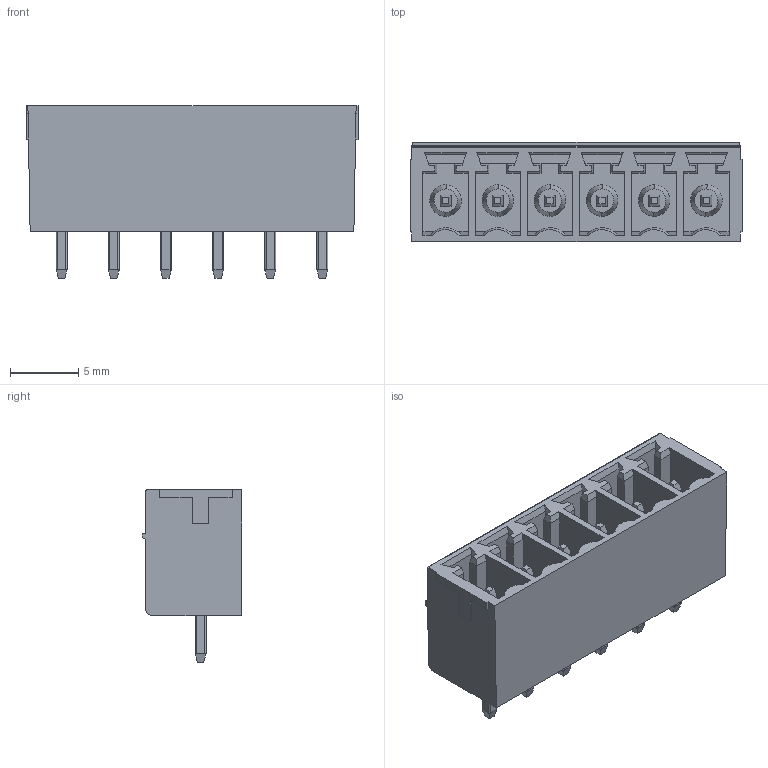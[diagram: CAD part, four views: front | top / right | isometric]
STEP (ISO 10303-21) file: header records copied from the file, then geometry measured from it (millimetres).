
FILE_DESCRIPTION(('STEP AP214'),'1');
FILE_NAME('cctmp_20CDD0BD-327B-4A58-94EB-8A52427E4320_2023_02_03_14_42_55_0847_10780..stp','2023-02-03T14:42:56',('PHOENIX CONTACT Deutschland GmbH'),('CADClick - www.CADClick.com'),'Spatial InterOp 3D',' ','unknown authorization');
FILE_SCHEMA(('AUTOMOTIVE_DESIGN'));
Length unit declared in the file: millimetre
Products named in the file (8): 2023_02_03_14_42_55_0488; 2023_02_03_14_42_55_0847; 2023_02_03_14_42_55_0832; 2023_02_03_14_42_55_0816; 2023_02_03_14_42_55_0801; 2023_02_03_14_42_55_0785; 2023_02_03_14_42_55_0769; 2023_02_03_14_42_55_0722
Assembly tree (7 placements, depth 2):
  2023_02_03_14_42_55_0488
    2023_02_03_14_42_55_0847
    2023_02_03_14_42_55_0832
    2023_02_03_14_42_55_0816
    2023_02_03_14_42_55_0801
    2023_02_03_14_42_55_0785
    2023_02_03_14_42_55_0769
    2023_02_03_14_42_55_0722
Bounding box: 24.25 x 7.25 x 12.6 mm (x, y, z)
Volume: 866 mm3; surface area: 2138.3 mm2
Topology: 7 solids, 7 shells, 795 faces, 2225 edges, 1473 vertices
Faces by surface type: plane 690, cylinder 52, cone 24, bspline 17, sphere 12
Entity records: 51953 total; most frequent: CARTESIAN_POINT 7342, ORIENTED_EDGE 4426, STYLED_ITEM 4370, PRESENTATION_STYLE_ASSIGNMENT 4370, COLOUR_RGB 4370, DIRECTION 3742, EDGE_CURVE 2213, CURVE_STYLE 2170
